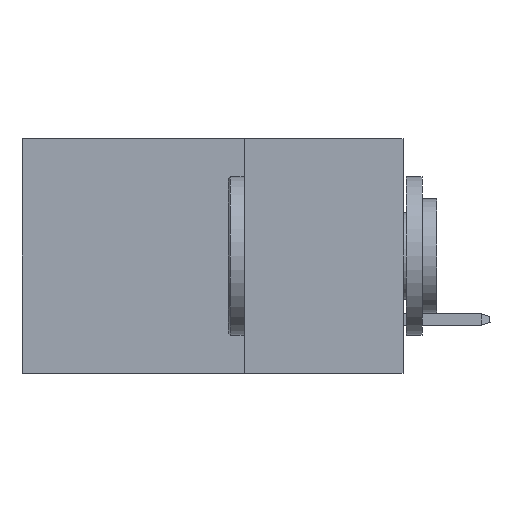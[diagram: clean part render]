
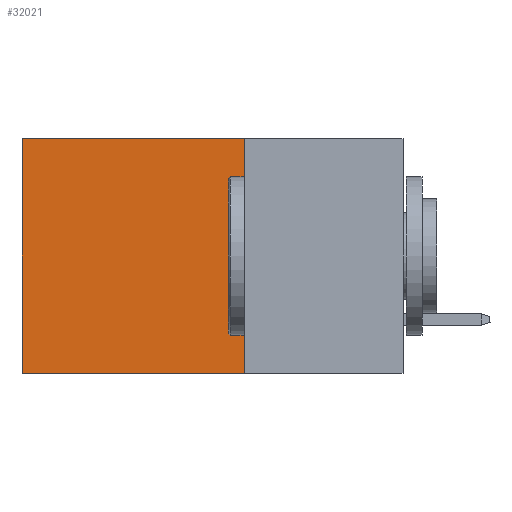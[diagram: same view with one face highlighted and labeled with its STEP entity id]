
A CAD part, left-side view. The second image highlights one B-rep face of the part: STEP entity #32021.
In plain terms, the highlighted planar face has unit normal (-1, 0, 0).
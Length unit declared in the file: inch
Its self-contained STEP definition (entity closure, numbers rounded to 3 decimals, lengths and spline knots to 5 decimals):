
#2811 = AXIS2_PLACEMENT_3D ( 'NONE', #16924, #5953, #19948 ) ;
#3251 = CARTESIAN_POINT ( 'NONE',  ( 0.2875, 0.6, 0. ) ) ;
#5509 = CARTESIAN_POINT ( 'NONE',  ( 0.2875, 0.6, 0. ) ) ;
#5776 = EDGE_CURVE ( 'NONE', #35621, #15173, #27240, .T. ) ;
#5953 = DIRECTION ( 'NONE',  ( 1., 0., 0. ) ) ;
#7416 = DIRECTION ( 'NONE',  ( 0., 0., -1. ) ) ;
#7529 = LINE ( 'NONE', #13041, #10805 ) ;
#8726 = DIRECTION ( 'NONE',  ( 0., 0., -1. ) ) ;
#9617 = EDGE_CURVE ( 'NONE', #35621, #19601, #7529, .T. ) ;
#10805 = VECTOR ( 'NONE', #35976, 39.37008 ) ;
#11226 = VERTEX_POINT ( 'NONE', #21473 ) ;
#11399 = ORIENTED_EDGE ( 'NONE', *, *, #9617, .T. ) ;
#13041 = CARTESIAN_POINT ( 'NONE',  ( 0.2875, 0.25, 0. ) ) ;
#13129 = ORIENTED_EDGE ( 'NONE', *, *, #13293, .F. ) ;
#13293 = EDGE_CURVE ( 'NONE', #15173, #11226, #23363, .T. ) ;
#14472 = FACE_OUTER_BOUND ( 'NONE', #28423, .T. ) ;
#14512 = VECTOR ( 'NONE', #34818, 39.37008 ) ;
#15173 = VERTEX_POINT ( 'NONE', #21989 ) ;
#16591 = VECTOR ( 'NONE', #7416, 39.37008 ) ;
#16924 = CARTESIAN_POINT ( 'NONE',  ( 0.2875, 0.25, 0. ) ) ;
#19601 = VERTEX_POINT ( 'NONE', #3251 ) ;
#19722 = EDGE_CURVE ( 'NONE', #19601, #11226, #31729, .T. ) ;
#19948 = DIRECTION ( 'NONE',  ( 0., 0., -1. ) ) ;
#20726 = CARTESIAN_POINT ( 'NONE',  ( 0.2875, 0.25, -0.37 ) ) ;
#21393 = CARTESIAN_POINT ( 'NONE',  ( 0.2875, 0.25, 0. ) ) ;
#21461 = CARTESIAN_POINT ( 'NONE',  ( 0.2875, 0.25, 0. ) ) ;
#21473 = CARTESIAN_POINT ( 'NONE',  ( 0.2875, 0.6, -0.37 ) ) ;
#21989 = CARTESIAN_POINT ( 'NONE',  ( 0.2875, 0.25, -0.37 ) ) ;
#23363 = LINE ( 'NONE', #20726, #14512 ) ;
#25960 = PLANE ( 'NONE',  #2811 ) ;
#27240 = LINE ( 'NONE', #21393, #16591 ) ;
#28183 = ORIENTED_EDGE ( 'NONE', *, *, #5776, .F. ) ;
#28423 = EDGE_LOOP ( 'NONE', ( #30127, #13129, #28183, #11399 ) ) ;
#30127 = ORIENTED_EDGE ( 'NONE', *, *, #19722, .T. ) ;
#31729 = LINE ( 'NONE', #5509, #32412 ) ;
#32021 = ADVANCED_FACE ( 'NONE', ( #14472 ), #25960, .F. ) ;
#32412 = VECTOR ( 'NONE', #8726, 39.37008 ) ;
#34818 = DIRECTION ( 'NONE',  ( 0., 1., 0. ) ) ;
#35621 = VERTEX_POINT ( 'NONE', #21461 ) ;
#35976 = DIRECTION ( 'NONE',  ( 0., 1., 0. ) ) ;
